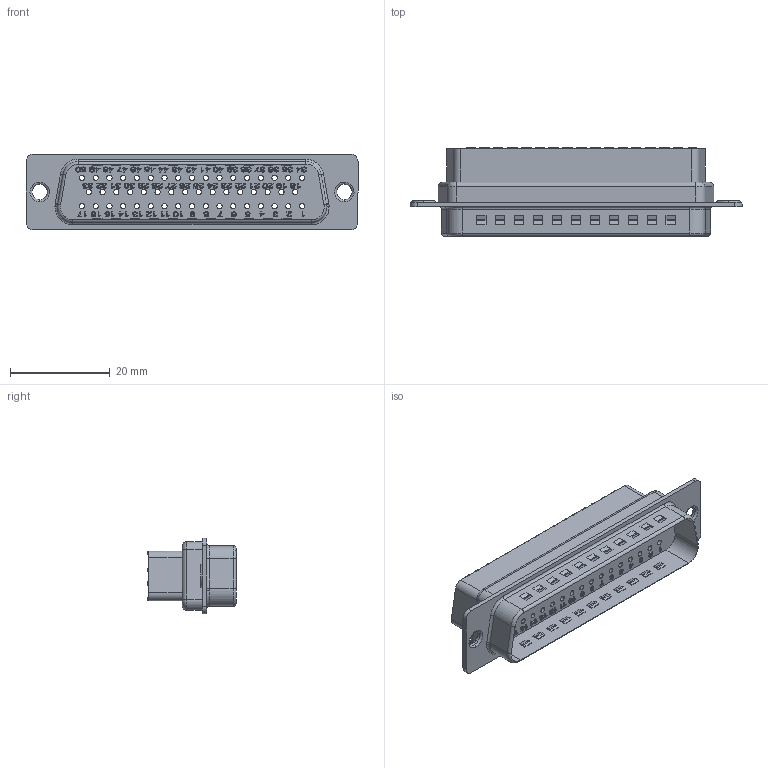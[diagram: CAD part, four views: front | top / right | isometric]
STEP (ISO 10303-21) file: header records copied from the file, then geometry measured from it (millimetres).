
FILE_DESCRIPTION (( 'STEP AP214' ), '1' );
FILE_NAME ('211-MS50-HV-V2.STEP', '2019-04-05T10:52:03', ( '' ), ( '' ), 'SwSTEP 2.0', 'SolidWorks 2014', '' );
FILE_SCHEMA (( 'AUTOMOTIVE_DESIGN' ));
Length unit declared in the file: millimetre
Products named in the file (1): 211-MS50-HV-V2
Bounding box: 66.6 x 17.7 x 15.2 mm (x, y, z)
Volume: 6548.1 mm3; surface area: 7223 mm2
Topology: 1 solids, 1 shells, 2422 faces, 6156 edges, 4097 vertices
Faces by surface type: plane 1473, bspline 618, cylinder 306, torus 25
Entity records: 120326 total; most frequent: CARTESIAN_POINT 38456, ORIENTED_EDGE 12312, DIRECTION 9154, EDGE_CURVE 6156, VECTOR 4246, LINE 4246, VERTEX_POINT 4097, EDGE_LOOP 2887
